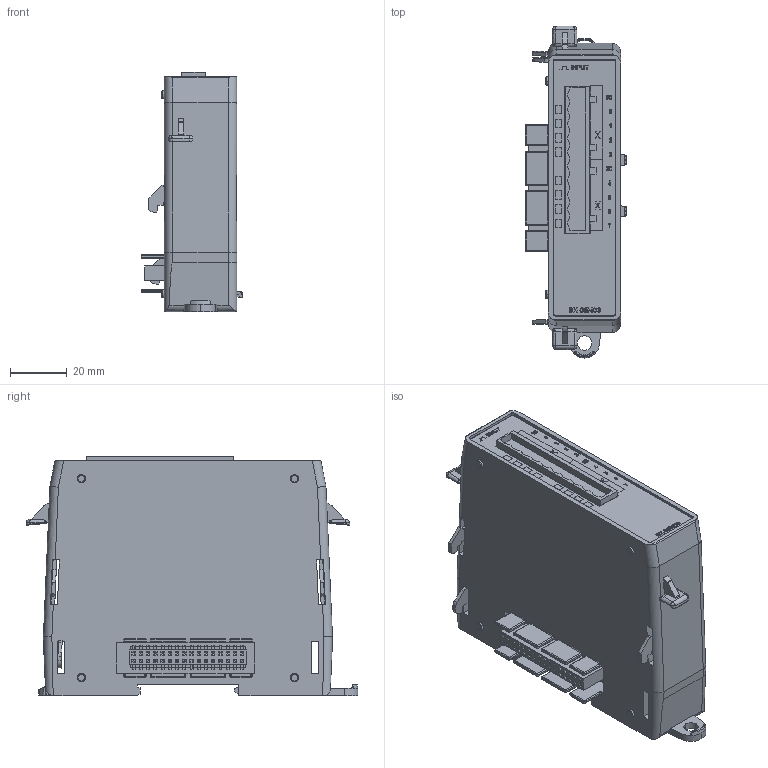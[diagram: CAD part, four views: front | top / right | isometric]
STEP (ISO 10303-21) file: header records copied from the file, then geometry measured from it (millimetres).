
FILE_DESCRIPTION (( 'STEP AP214' ), '1' );
FILE_NAME ('BX-08ND3.STEP', '2020-03-23T16:13:05', ( '' ), ( '' ), 'SwSTEP 2.0', 'SolidWorks 2017', '' );
FILE_SCHEMA (( 'AUTOMOTIVE_DESIGN' ));
Length unit declared in the file: inch
Products named in the file (1): BX-08ND3
Bounding box: 35.62 x 116.5 x 84.09 mm (x, y, z)
Volume: 189947.3 mm3; surface area: 46942.7 mm2
Topology: 22 solids, 31 shells, 3587 faces, 9337 edges, 5915 vertices
Faces by surface type: plane 2546, cylinder 563, bspline 348, torus 71, cone 35, sphere 24
Entity records: 174502 total; most frequent: CARTESIAN_POINT 43121, ORIENTED_EDGE 18646, DIRECTION 15228, EDGE_CURVE 9323, LINE 7290, VECTOR 7290, VERTEX_POINT 5913, EDGE_LOOP 3976
